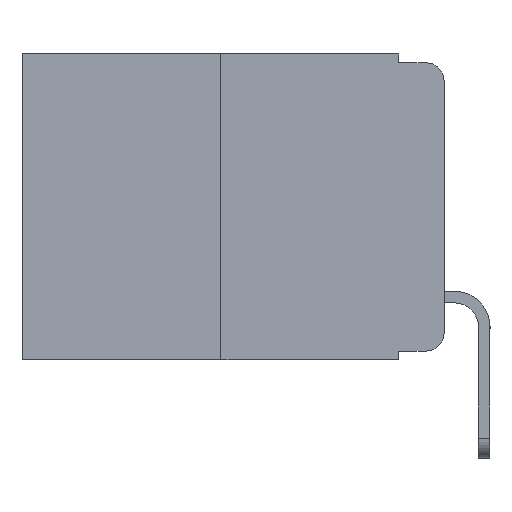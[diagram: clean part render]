
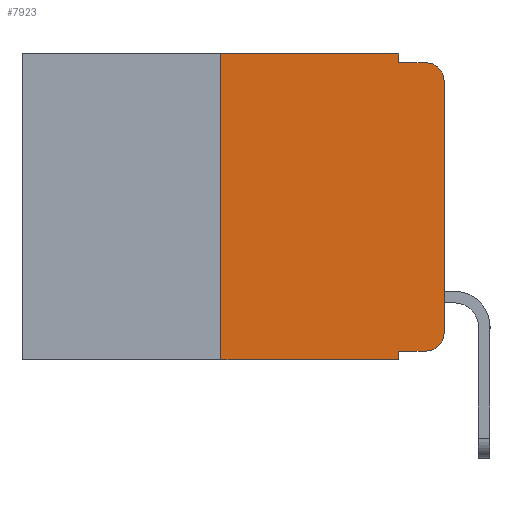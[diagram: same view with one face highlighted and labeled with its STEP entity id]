
A CAD part, left-side view. The second image highlights one B-rep face of the part: STEP entity #7923.
In plain terms, the highlighted planar face has unit normal (-1, 0, 0).
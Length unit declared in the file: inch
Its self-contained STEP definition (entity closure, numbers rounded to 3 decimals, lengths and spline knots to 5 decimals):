
#186 = CARTESIAN_POINT ( 'NONE',  ( 0., 0.02, -0.01 ) ) ;
#319 = CARTESIAN_POINT ( 'NONE',  ( 0., 0.25, 0. ) ) ;
#416 = EDGE_CURVE ( 'NONE', #10255, #7264, #9682, .T. ) ;
#490 = EDGE_CURVE ( 'NONE', #9832, #5548, #4482, .T. ) ;
#771 = ORIENTED_EDGE ( 'NONE', *, *, #10359, .T. ) ;
#939 = ORIENTED_EDGE ( 'NONE', *, *, #1876, .T. ) ;
#1082 = LINE ( 'NONE', #2240, #8559 ) ;
#1153 = AXIS2_PLACEMENT_3D ( 'NONE', #3322, #1942, #3282 ) ;
#1313 = VECTOR ( 'NONE', #6076, 39.37008 ) ;
#1719 = AXIS2_PLACEMENT_3D ( 'NONE', #4458, #9138, #6738 ) ;
#1876 = EDGE_CURVE ( 'NONE', #11992, #4331, #4006, .T. ) ;
#1942 = DIRECTION ( 'NONE',  ( -1., 0., 0. ) ) ;
#2078 = LINE ( 'NONE', #6444, #6988 ) ;
#2223 = CARTESIAN_POINT ( 'NONE',  ( 0., 0.02, -0.333 ) ) ;
#2240 = CARTESIAN_POINT ( 'NONE',  ( 0., 0.25, 0. ) ) ;
#2392 = CARTESIAN_POINT ( 'NONE',  ( 0., 0.473, 0. ) ) ;
#2748 = EDGE_CURVE ( 'NONE', #9345, #7264, #6388, .T. ) ;
#2780 = CARTESIAN_POINT ( 'NONE',  ( 0., 0.473, 0. ) ) ;
#2837 = DIRECTION ( 'NONE',  ( 0., -1., 0. ) ) ;
#2854 = LINE ( 'NONE', #11059, #10263 ) ;
#3218 = ORIENTED_EDGE ( 'NONE', *, *, #3286, .F. ) ;
#3271 = EDGE_CURVE ( 'NONE', #6024, #7411, #6210, .T. ) ;
#3275 = DIRECTION ( 'NONE',  ( 0., 0., 1. ) ) ;
#3282 = DIRECTION ( 'NONE',  ( 0., 0., -1. ) ) ;
#3286 = EDGE_CURVE ( 'NONE', #7411, #9345, #5915, .T. ) ;
#3322 = CARTESIAN_POINT ( 'NONE',  ( 0., 0.02, -0.313 ) ) ;
#3446 = DIRECTION ( 'NONE',  ( 0., 0., -1. ) ) ;
#3474 = VERTEX_POINT ( 'NONE', #7062 ) ;
#3496 = EDGE_CURVE ( 'NONE', #11992, #6024, #1082, .T. ) ;
#3846 = DIRECTION ( 'NONE',  ( 0., -1., 0. ) ) ;
#3919 = EDGE_CURVE ( 'NONE', #3474, #4331, #2078, .T. ) ;
#4006 = LINE ( 'NONE', #6950, #9432 ) ;
#4331 = VERTEX_POINT ( 'NONE', #5314 ) ;
#4458 = CARTESIAN_POINT ( 'NONE',  ( 0., 0.02, -0.03 ) ) ;
#4482 = CIRCLE ( 'NONE', #1153, 0.02 ) ;
#4520 = DIRECTION ( 'NONE',  ( 0., 0., -1. ) ) ;
#4840 = DIRECTION ( 'NONE',  ( 0., 0., -1. ) ) ;
#5003 = ORIENTED_EDGE ( 'NONE', *, *, #3919, .F. ) ;
#5314 = CARTESIAN_POINT ( 'NONE',  ( 0., 0.051, -0.343 ) ) ;
#5404 = PLANE ( 'NONE',  #10782 ) ;
#5548 = VERTEX_POINT ( 'NONE', #10966 ) ;
#5915 = LINE ( 'NONE', #12034, #8289 ) ;
#6024 = VERTEX_POINT ( 'NONE', #319 ) ;
#6054 = ORIENTED_EDGE ( 'NONE', *, *, #3496, .F. ) ;
#6076 = DIRECTION ( 'NONE',  ( 0., -1., 0. ) ) ;
#6210 = LINE ( 'NONE', #2780, #10605 ) ;
#6388 = LINE ( 'NONE', #11287, #1313 ) ;
#6444 = CARTESIAN_POINT ( 'NONE',  ( 0., 0.051, 0. ) ) ;
#6651 = DIRECTION ( 'NONE',  ( 0., 0., 1. ) ) ;
#6738 = DIRECTION ( 'NONE',  ( 0., 0., -1. ) ) ;
#6948 = DIRECTION ( 'NONE',  ( 0., -1., 0. ) ) ;
#6950 = CARTESIAN_POINT ( 'NONE',  ( 0., 0.473, -0.343 ) ) ;
#6986 = VECTOR ( 'NONE', #2837, 39.37008 ) ;
#6988 = VECTOR ( 'NONE', #4520, 39.37008 ) ;
#7062 = CARTESIAN_POINT ( 'NONE',  ( 0., 0.051, -0.333 ) ) ;
#7172 = FACE_OUTER_BOUND ( 'NONE', #7565, .T. ) ;
#7264 = VERTEX_POINT ( 'NONE', #186 ) ;
#7326 = CARTESIAN_POINT ( 'NONE',  ( 0., 0.051, -0.01 ) ) ;
#7411 = VERTEX_POINT ( 'NONE', #8168 ) ;
#7565 = EDGE_LOOP ( 'NONE', ( #8782, #11576, #12133, #3218, #8797, #6054, #939, #5003, #771, #9657 ) ) ;
#7923 = ADVANCED_FACE ( 'NONE', ( #7172 ), #5404, .F. ) ;
#8168 = CARTESIAN_POINT ( 'NONE',  ( 0., 0.051, 0. ) ) ;
#8289 = VECTOR ( 'NONE', #4840, 39.37008 ) ;
#8551 = CARTESIAN_POINT ( 'NONE',  ( 0., 0.051, -0.333 ) ) ;
#8559 = VECTOR ( 'NONE', #3275, 39.37008 ) ;
#8782 = ORIENTED_EDGE ( 'NONE', *, *, #11102, .T. ) ;
#8797 = ORIENTED_EDGE ( 'NONE', *, *, #3271, .F. ) ;
#8992 = DIRECTION ( 'NONE',  ( 1., 0., 0. ) ) ;
#9138 = DIRECTION ( 'NONE',  ( -1., 0., 0. ) ) ;
#9345 = VERTEX_POINT ( 'NONE', #7326 ) ;
#9432 = VECTOR ( 'NONE', #6948, 39.37008 ) ;
#9657 = ORIENTED_EDGE ( 'NONE', *, *, #490, .T. ) ;
#9682 = CIRCLE ( 'NONE', #1719, 0.02 ) ;
#9832 = VERTEX_POINT ( 'NONE', #2223 ) ;
#9954 = CARTESIAN_POINT ( 'NONE',  ( 0., 0., -0.03 ) ) ;
#10117 = CARTESIAN_POINT ( 'NONE',  ( 0., 0.25, -0.343 ) ) ;
#10255 = VERTEX_POINT ( 'NONE', #9954 ) ;
#10263 = VECTOR ( 'NONE', #6651, 39.37008 ) ;
#10359 = EDGE_CURVE ( 'NONE', #3474, #9832, #11407, .T. ) ;
#10605 = VECTOR ( 'NONE', #3846, 39.37008 ) ;
#10782 = AXIS2_PLACEMENT_3D ( 'NONE', #2392, #8992, #3446 ) ;
#10966 = CARTESIAN_POINT ( 'NONE',  ( 0., 0., -0.313 ) ) ;
#11059 = CARTESIAN_POINT ( 'NONE',  ( 0., 0., 0. ) ) ;
#11102 = EDGE_CURVE ( 'NONE', #5548, #10255, #2854, .T. ) ;
#11287 = CARTESIAN_POINT ( 'NONE',  ( 0., 0.051, -0.01 ) ) ;
#11407 = LINE ( 'NONE', #8551, #6986 ) ;
#11576 = ORIENTED_EDGE ( 'NONE', *, *, #416, .T. ) ;
#11992 = VERTEX_POINT ( 'NONE', #10117 ) ;
#12034 = CARTESIAN_POINT ( 'NONE',  ( 0., 0.051, 0. ) ) ;
#12133 = ORIENTED_EDGE ( 'NONE', *, *, #2748, .F. ) ;
